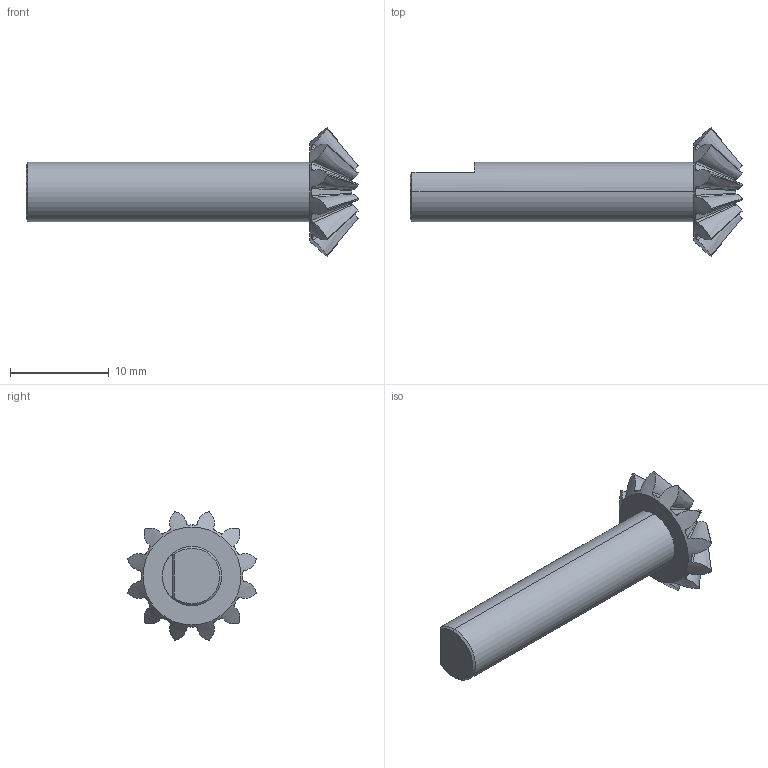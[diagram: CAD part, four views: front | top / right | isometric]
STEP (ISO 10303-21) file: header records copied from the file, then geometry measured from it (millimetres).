
FILE_DESCRIPTION (( 'STEP AP203' ), '1' );
FILE_NAME ('Pignon planetaire conique 12 dents.STEP', '2024-08-28T06:08:33', ( '' ), ( '' ), 'SwSTEP 2.0', 'SolidWorks 2020', '' );
FILE_SCHEMA (( 'CONFIG_CONTROL_DESIGN' ));
Length unit declared in the file: millimetre
Products named in the file (1): Pignon planetaire conique 12 dents
Bounding box: 33.54 x 12.99 x 12.99 mm (x, y, z)
Volume: 1075.3 mm3; surface area: 930.1 mm2
Topology: 1 solids, 1 shells, 87 faces, 250 edges, 166 vertices
Faces by surface type: bspline 60, cone 19, plane 6, cylinder 2
Entity records: 4277 total; most frequent: CARTESIAN_POINT 2421, ORIENTED_EDGE 500, EDGE_CURVE 250, DIRECTION 192, VERTEX_POINT 166, B_SPLINE_CURVE_WITH_KNOTS 151, EDGE_LOOP 88, FACE_OUTER_BOUND 87
